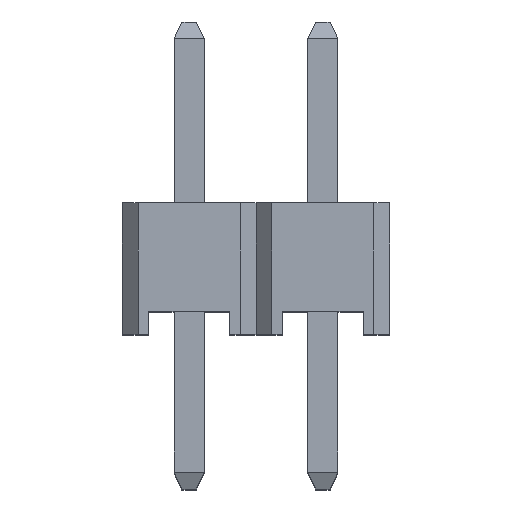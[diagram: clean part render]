
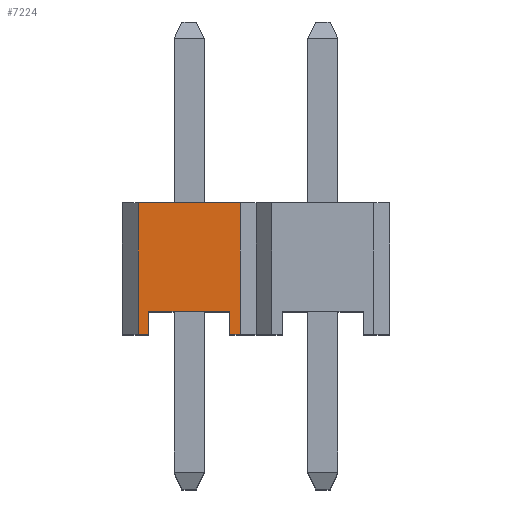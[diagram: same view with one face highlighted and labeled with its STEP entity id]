
A CAD part, top view. The second image highlights one B-rep face of the part: STEP entity #7224.
In plain terms, the highlighted planar face has unit normal (0, 0, 1).
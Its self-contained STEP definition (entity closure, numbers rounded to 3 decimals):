
#430 = VERTEX_POINT ( 'NONE', #1562 ) ;
#559 = EDGE_CURVE ( 'NONE', #9586, #1240, #7427, .T. ) ;
#597 = EDGE_CURVE ( 'NONE', #1227, #9522, #1334, .T. ) ;
#649 = CARTESIAN_POINT ( 'NONE',  ( 0.3, 0., 10.16 ) ) ;
#801 = CARTESIAN_POINT ( 'NONE',  ( 2.24, 2.5, 10.16 ) ) ;
#1227 = VERTEX_POINT ( 'NONE', #12084 ) ;
#1240 = VERTEX_POINT ( 'NONE', #5692 ) ;
#1252 = DIRECTION ( 'NONE',  ( -1., 0., 0. ) ) ;
#1253 = ORIENTED_EDGE ( 'NONE', *, *, #8504, .F. ) ;
#1334 = LINE ( 'NONE', #3822, #12393 ) ;
#1402 = VERTEX_POINT ( 'NONE', #11179 ) ;
#1562 = CARTESIAN_POINT ( 'NONE',  ( 2.24, 2.5, 10.16 ) ) ;
#1592 = DIRECTION ( 'NONE',  ( 1., 0., 0. ) ) ;
#1796 = LINE ( 'NONE', #801, #4325 ) ;
#1954 = ORIENTED_EDGE ( 'NONE', *, *, #13771, .F. ) ;
#2355 = VECTOR ( 'NONE', #4847, 1000. ) ;
#2423 = DIRECTION ( 'NONE',  ( 0., 0., -1. ) ) ;
#2628 = CARTESIAN_POINT ( 'NONE',  ( 0.3, 2.5, 10.16 ) ) ;
#2709 = CARTESIAN_POINT ( 'NONE',  ( 0.3, 2.5, 10.16 ) ) ;
#3397 = CARTESIAN_POINT ( 'NONE',  ( 0.3, 2.5, 10.16 ) ) ;
#3822 = CARTESIAN_POINT ( 'NONE',  ( 2.04, 0.44, 10.16 ) ) ;
#4325 = VECTOR ( 'NONE', #8363, 1000. ) ;
#4710 = VECTOR ( 'NONE', #1592, 1000. ) ;
#4847 = DIRECTION ( 'NONE',  ( 0., -1., 0. ) ) ;
#5254 = FACE_OUTER_BOUND ( 'NONE', #6312, .T. ) ;
#5337 = VECTOR ( 'NONE', #10909, 1000. ) ;
#5347 = EDGE_CURVE ( 'NONE', #9522, #9925, #8424, .T. ) ;
#5644 = VECTOR ( 'NONE', #9131, 1000. ) ;
#5692 = CARTESIAN_POINT ( 'NONE',  ( 0.5, 0., 10.16 ) ) ;
#6053 = AXIS2_PLACEMENT_3D ( 'NONE', #8863, #2423, #1252 ) ;
#6312 = EDGE_LOOP ( 'NONE', ( #13668, #10150, #9620, #1253, #1954, #9074, #10255, #6628 ) ) ;
#6628 = ORIENTED_EDGE ( 'NONE', *, *, #559, .F. ) ;
#7224 = ADVANCED_FACE ( 'NONE', ( #5254 ), #9920, .F. ) ;
#7369 = LINE ( 'NONE', #7918, #5337 ) ;
#7427 = LINE ( 'NONE', #12523, #7740 ) ;
#7740 = VECTOR ( 'NONE', #10336, 1000. ) ;
#7918 = CARTESIAN_POINT ( 'NONE',  ( 0.5, 0.44, 10.16 ) ) ;
#8363 = DIRECTION ( 'NONE',  ( 0., -1., 0. ) ) ;
#8424 = LINE ( 'NONE', #11183, #4710 ) ;
#8445 = LINE ( 'NONE', #2628, #2355 ) ;
#8504 = EDGE_CURVE ( 'NONE', #430, #9925, #1796, .T. ) ;
#8524 = LINE ( 'NONE', #649, #5644 ) ;
#8863 = CARTESIAN_POINT ( 'NONE',  ( 0.3, 2.5, 10.16 ) ) ;
#9074 = ORIENTED_EDGE ( 'NONE', *, *, #11749, .T. ) ;
#9131 = DIRECTION ( 'NONE',  ( 1., 0., 0. ) ) ;
#9522 = VERTEX_POINT ( 'NONE', #11025 ) ;
#9586 = VERTEX_POINT ( 'NONE', #12588 ) ;
#9620 = ORIENTED_EDGE ( 'NONE', *, *, #5347, .T. ) ;
#9912 = LINE ( 'NONE', #3397, #10739 ) ;
#9920 = PLANE ( 'NONE',  #6053 ) ;
#9925 = VERTEX_POINT ( 'NONE', #13460 ) ;
#10150 = ORIENTED_EDGE ( 'NONE', *, *, #597, .T. ) ;
#10255 = ORIENTED_EDGE ( 'NONE', *, *, #12773, .T. ) ;
#10336 = DIRECTION ( 'NONE',  ( 0., -1., 0. ) ) ;
#10739 = VECTOR ( 'NONE', #11870, 1000. ) ;
#10909 = DIRECTION ( 'NONE',  ( -1., 0., 0. ) ) ;
#11025 = CARTESIAN_POINT ( 'NONE',  ( 2.04, 0., 10.16 ) ) ;
#11179 = CARTESIAN_POINT ( 'NONE',  ( 0.3, 0., 10.16 ) ) ;
#11183 = CARTESIAN_POINT ( 'NONE',  ( 0.3, 0., 10.16 ) ) ;
#11749 = EDGE_CURVE ( 'NONE', #12415, #1402, #8445, .T. ) ;
#11870 = DIRECTION ( 'NONE',  ( 1., 0., 0. ) ) ;
#12084 = CARTESIAN_POINT ( 'NONE',  ( 2.04, 0.44, 10.16 ) ) ;
#12393 = VECTOR ( 'NONE', #13451, 1000. ) ;
#12415 = VERTEX_POINT ( 'NONE', #2709 ) ;
#12523 = CARTESIAN_POINT ( 'NONE',  ( 0.5, 0.44, 10.16 ) ) ;
#12588 = CARTESIAN_POINT ( 'NONE',  ( 0.5, 0.44, 10.16 ) ) ;
#12650 = EDGE_CURVE ( 'NONE', #1227, #9586, #7369, .T. ) ;
#12773 = EDGE_CURVE ( 'NONE', #1402, #1240, #8524, .T. ) ;
#13451 = DIRECTION ( 'NONE',  ( 0., -1., 0. ) ) ;
#13460 = CARTESIAN_POINT ( 'NONE',  ( 2.24, 0., 10.16 ) ) ;
#13668 = ORIENTED_EDGE ( 'NONE', *, *, #12650, .F. ) ;
#13771 = EDGE_CURVE ( 'NONE', #12415, #430, #9912, .T. ) ;
